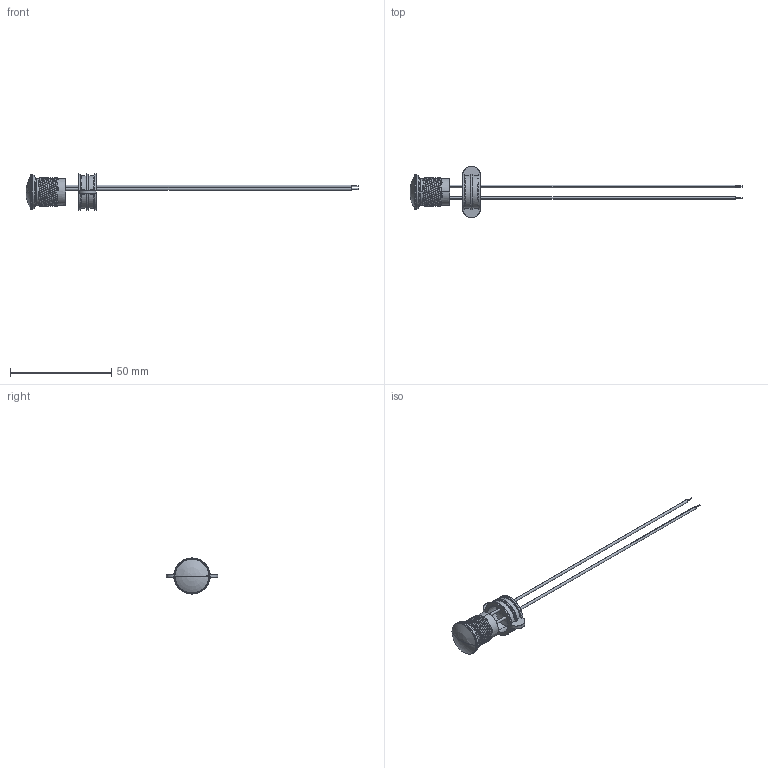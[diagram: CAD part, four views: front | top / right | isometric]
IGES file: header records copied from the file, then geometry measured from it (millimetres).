
Start section: SolidWorks IGES file using analytic representation for surfaces
Global section: file name: CNX_714_X_XXX_XX_X.IGS; native system: SolidWorks 2018; preprocessor: SolidWorks 2018; author: chwang; date: 200526.095616; units: inch
Bounding box: 163.86 x 25.42 x 17.78 mm (x, y, z)
Surface area: 5220.5 mm2 (no closed solid volume)
Topology: 0 solids, 0 shells, 180 faces, 3114 edges, 3113 vertices
Faces by surface type: bspline 91, revolution 89
